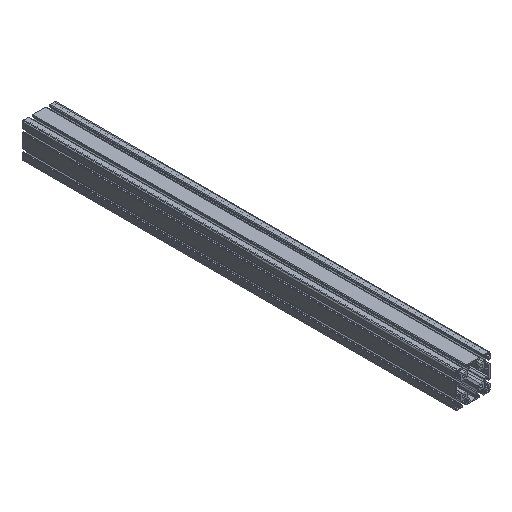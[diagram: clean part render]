
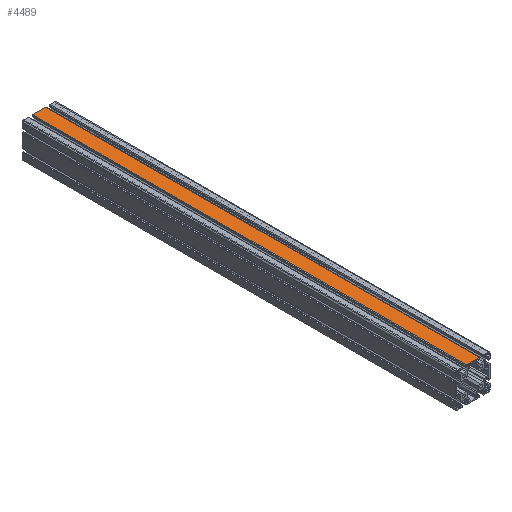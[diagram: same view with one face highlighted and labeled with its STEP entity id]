
A CAD part, isometric view. The second image highlights one B-rep face of the part: STEP entity #4489.
In plain terms, the highlighted planar face has unit normal (0, 0, 1).
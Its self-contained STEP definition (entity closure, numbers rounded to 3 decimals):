
#4431=CARTESIAN_POINT('',(-21.,0.0,80.0));
#4432=VERTEX_POINT('',#4431);
#4441=CARTESIAN_POINT('',(-21.,1000.0,80.0));
#4442=VERTEX_POINT('',#4441);
#4450=CARTESIAN_POINT('',(-21.,0.0,80.0));
#4451=DIRECTION('',(0.0,1.0,0.0));
#4452=VECTOR('',#4451,1000.0);
#4453=LINE('',#4450,#4452);
#4454=EDGE_CURVE('',#4432,#4442,#4453,.T.);
#4459=CARTESIAN_POINT('',(-51.0,0.0,80.0));
#4460=DIRECTION('',(0.0,0.0,1.0));
#4461=DIRECTION('',(1.0,0.0,0.0));
#4462=AXIS2_PLACEMENT_3D('',#4459,#4460,#4461);
#4463=PLANE('',#4462);
#4464=CARTESIAN_POINT('',(-51.0,0.0,80.0));
#4465=VERTEX_POINT('',#4464);
#4466=CARTESIAN_POINT('',(-51.0,0.0,80.0));
#4467=DIRECTION('',(1.0,0.0,0.0));
#4468=VECTOR('',#4467,30.);
#4469=LINE('',#4466,#4468);
#4470=EDGE_CURVE('',#4465,#4432,#4469,.T.);
#4471=ORIENTED_EDGE('',*,*,#4470,.T.);
#4472=ORIENTED_EDGE('',*,*,#4454,.T.);
#4473=CARTESIAN_POINT('',(-51.0,1000.0,80.0));
#4474=VERTEX_POINT('',#4473);
#4475=CARTESIAN_POINT('',(-51.0,1000.0,80.0));
#4476=DIRECTION('',(1.0,0.0,0.0));
#4477=VECTOR('',#4476,30.);
#4478=LINE('',#4475,#4477);
#4479=EDGE_CURVE('',#4474,#4442,#4478,.T.);
#4480=ORIENTED_EDGE('',*,*,#4479,.F.);
#4481=CARTESIAN_POINT('',(-51.0,0.0,80.0));
#4482=DIRECTION('',(0.0,1.0,0.0));
#4483=VECTOR('',#4482,1000.0);
#4484=LINE('',#4481,#4483);
#4485=EDGE_CURVE('',#4465,#4474,#4484,.T.);
#4486=ORIENTED_EDGE('',*,*,#4485,.F.);
#4487=EDGE_LOOP('',(#4471,#4472,#4480,#4486));
#4488=FACE_OUTER_BOUND('',#4487,.T.);
#4489=ADVANCED_FACE('',(#4488),#4463,.T.);
